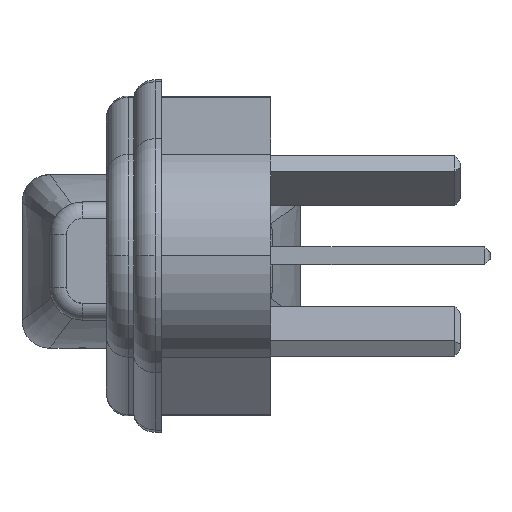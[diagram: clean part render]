
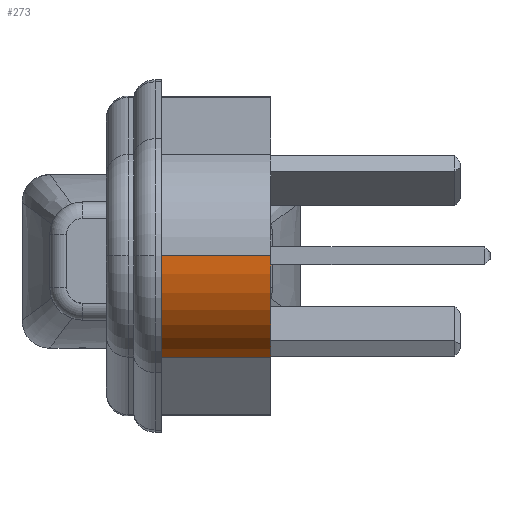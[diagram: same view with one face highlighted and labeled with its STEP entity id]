
A CAD part, top view. The second image highlights one B-rep face of the part: STEP entity #273.
In plain terms, the highlighted cylindrical face has radius 9.85 mm (diameter 19.7 mm), a partial arc.
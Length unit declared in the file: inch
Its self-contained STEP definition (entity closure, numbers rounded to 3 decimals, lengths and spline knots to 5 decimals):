
#273 = ADVANCED_FACE ( 'NONE', ( #11312 ), #10303, .T. ) ;
#317 = CIRCLE ( 'NONE', #3700, 0.3878 ) ;
#553 = EDGE_CURVE ( 'NONE', #8333, #7877, #4353, .T. ) ;
#798 = CARTESIAN_POINT ( 'NONE',  ( -0.36441, 0., 0.33539 ) ) ;
#1123 = VECTOR ( 'NONE', #7847, 39.37008 ) ;
#1660 = EDGE_CURVE ( 'NONE', #2897, #8333, #4203, .T. ) ;
#2897 = VERTEX_POINT ( 'NONE', #3243 ) ;
#3243 = CARTESIAN_POINT ( 'NONE',  ( -0.36441, -0.3937, 0.33539 ) ) ;
#3669 = CARTESIAN_POINT ( 'NONE',  ( 0., 0., 0.59055 ) ) ;
#3700 = AXIS2_PLACEMENT_3D ( 'NONE', #8194, #5553, #11640 ) ;
#3817 = VECTOR ( 'NONE', #8804, 39.37008 ) ;
#4094 = ORIENTED_EDGE ( 'NONE', *, *, #553, .F. ) ;
#4203 = LINE ( 'NONE', #5029, #1123 ) ;
#4353 = CIRCLE ( 'NONE', #10938, 0.3878 ) ;
#4914 = EDGE_CURVE ( 'NONE', #8261, #7877, #7871, .T. ) ;
#5029 = CARTESIAN_POINT ( 'NONE',  ( -0.36441, -0.3937, 0.33539 ) ) ;
#5251 = EDGE_LOOP ( 'NONE', ( #11086, #7845, #4094, #8819 ) ) ;
#5456 = EDGE_CURVE ( 'NONE', #2897, #8261, #317, .T. ) ;
#5553 = DIRECTION ( 'NONE',  ( 0., 1., 0. ) ) ;
#6033 = CARTESIAN_POINT ( 'NONE',  ( 0., 0., 0.20276 ) ) ;
#6203 = AXIS2_PLACEMENT_3D ( 'NONE', #11367, #7628, #6817 ) ;
#6762 = CARTESIAN_POINT ( 'NONE',  ( 0., -0.3937, 0.59055 ) ) ;
#6817 = DIRECTION ( 'NONE',  ( 0., 0., 1. ) ) ;
#7003 = CARTESIAN_POINT ( 'NONE',  ( 0., -0.3937, 0.59055 ) ) ;
#7628 = DIRECTION ( 'NONE',  ( 0., 1., 0. ) ) ;
#7731 = DIRECTION ( 'NONE',  ( 0., 0., 1. ) ) ;
#7845 = ORIENTED_EDGE ( 'NONE', *, *, #4914, .T. ) ;
#7847 = DIRECTION ( 'NONE',  ( 0., 1., 0. ) ) ;
#7871 = LINE ( 'NONE', #7003, #3817 ) ;
#7877 = VERTEX_POINT ( 'NONE', #3669 ) ;
#8194 = CARTESIAN_POINT ( 'NONE',  ( 0., -0.3937, 0.20276 ) ) ;
#8261 = VERTEX_POINT ( 'NONE', #6762 ) ;
#8333 = VERTEX_POINT ( 'NONE', #798 ) ;
#8804 = DIRECTION ( 'NONE',  ( 0., 1., 0. ) ) ;
#8819 = ORIENTED_EDGE ( 'NONE', *, *, #1660, .F. ) ;
#9618 = DIRECTION ( 'NONE',  ( 0., 1., 0. ) ) ;
#10303 = CYLINDRICAL_SURFACE ( 'NONE', #6203, 0.3878 ) ;
#10938 = AXIS2_PLACEMENT_3D ( 'NONE', #6033, #9618, #7731 ) ;
#11086 = ORIENTED_EDGE ( 'NONE', *, *, #5456, .T. ) ;
#11312 = FACE_OUTER_BOUND ( 'NONE', #5251, .T. ) ;
#11367 = CARTESIAN_POINT ( 'NONE',  ( 0., -0.3937, 0.20276 ) ) ;
#11640 = DIRECTION ( 'NONE',  ( 0., 0., 1. ) ) ;
